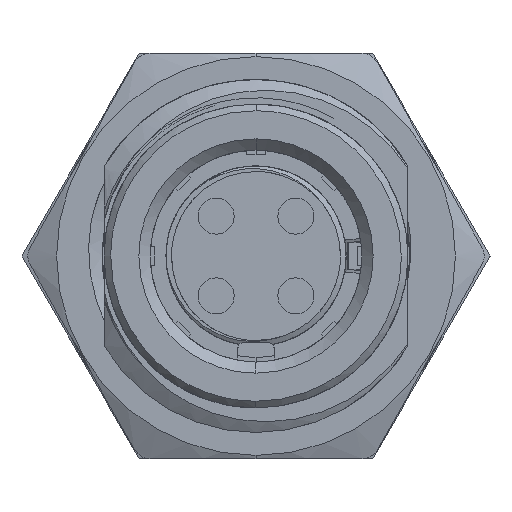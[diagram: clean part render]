
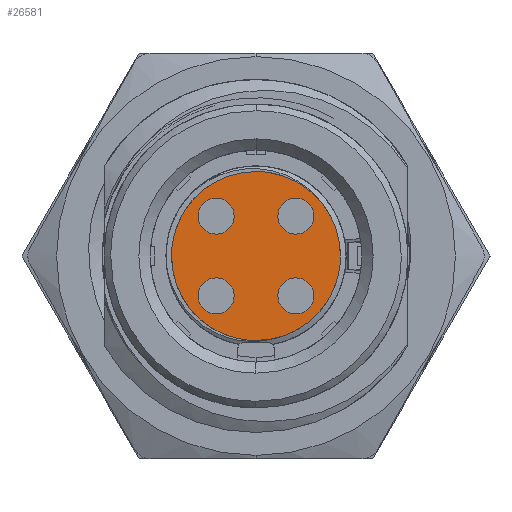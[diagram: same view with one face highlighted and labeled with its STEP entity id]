
A CAD part, left-side view. The second image highlights one B-rep face of the part: STEP entity #26581.
In plain terms, the highlighted planar face has unit normal (-1, 0, 0).
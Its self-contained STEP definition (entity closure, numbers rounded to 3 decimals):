
#483 = CARTESIAN_POINT ( 'NONE',  ( 4.6, -2.999, 2.304 ) ) ;
#881 = CARTESIAN_POINT ( 'NONE',  ( 4.6, -0.981, 3.653 ) ) ;
#909 = EDGE_LOOP ( 'NONE', ( #23762, #15661, #5083, #11232 ) ) ;
#1452 = CARTESIAN_POINT ( 'NONE',  ( 4.6, -3.75, 0.492 ) ) ;
#2001 = EDGE_CURVE ( 'NONE', #16906, #10232, #12014, .T. ) ;
#3042 = CARTESIAN_POINT ( 'NONE',  ( 4.6, 0., -3.75 ) ) ;
#4025 = PLANE ( 'NONE',  #10117 ) ;
#5049 = VERTEX_POINT ( 'NONE', #24871 ) ;
#5061 = CARTESIAN_POINT ( 'NONE',  ( 4.6, 0.492, 3.75 ) ) ;
#5083 = ORIENTED_EDGE ( 'NONE', *, *, #23230, .T. ) ;
#5928 = CARTESIAN_POINT ( 'NONE',  ( 4.6, 1.889, -3.276 ) ) ;
#6105 = DIRECTION ( 'NONE',  ( 1., 0., 0. ) ) ;
#6193 = CARTESIAN_POINT ( 'NONE',  ( 4.6, -3.75, 0. ) ) ;
#7077 = CARTESIAN_POINT ( 'NONE',  ( 4.6, -3.75, 0. ) ) ;
#7150 = CARTESIAN_POINT ( 'NONE',  ( 4.6, 3.75, 0.492 ) ) ;
#7511 = CARTESIAN_POINT ( 'NONE',  ( 4.6, -3.75, 0. ) ) ;
#8048 = CARTESIAN_POINT ( 'NONE',  ( 4.6, 0.493, -3.75 ) ) ;
#8471 = VERTEX_POINT ( 'NONE', #23725 ) ;
#9006 = CARTESIAN_POINT ( 'NONE',  ( 4.6, 3.276, 1.889 ) ) ;
#9933 = CARTESIAN_POINT ( 'NONE',  ( 4.6, -0.493, 3.75 ) ) ;
#10117 = AXIS2_PLACEMENT_3D ( 'NONE', #18605, #6105, #14602 ) ;
#10232 = VERTEX_POINT ( 'NONE', #21876 ) ;
#10464 = FACE_OUTER_BOUND ( 'NONE', #909, .T. ) ;
#11045 = CARTESIAN_POINT ( 'NONE',  ( 4.6, 2.304, 2.999 ) ) ;
#11232 = ORIENTED_EDGE ( 'NONE', *, *, #2001, .T. ) ;
#11660 = CARTESIAN_POINT ( 'NONE',  ( 4.6, -0.981, -3.653 ) ) ;
#12014 = B_SPLINE_CURVE_WITH_KNOTS ( 'NONE', 3,
 ( #6193, #1452, #14093, #24572, #483, #23863, #24039, #881, #9933, #15635 ),
 .UNSPECIFIED., .F., .F.,
 ( 4, 2, 2, 2, 4 ),
 ( 0.5, 0.625, 0.75, 0.875, 1. ),
 .UNSPECIFIED. ) ;
#13201 = CARTESIAN_POINT ( 'NONE',  ( 4.6, 3.653, 0.981 ) ) ;
#13563 = CARTESIAN_POINT ( 'NONE',  ( 4.6, -3.276, -1.889 ) ) ;
#13659 = CARTESIAN_POINT ( 'NONE',  ( 4.6, -2.304, -2.999 ) ) ;
#13747 = CARTESIAN_POINT ( 'NONE',  ( 4.6, -3.75, -0.492 ) ) ;
#14093 = CARTESIAN_POINT ( 'NONE',  ( 4.6, -3.653, 0.981 ) ) ;
#14250 = CARTESIAN_POINT ( 'NONE',  ( 4.6, 2.999, -2.304 ) ) ;
#14343 = CARTESIAN_POINT ( 'NONE',  ( 4.6, 0., -3.75 ) ) ;
#14602 = DIRECTION ( 'NONE',  ( 0., 0., -1. ) ) ;
#14771 = EDGE_CURVE ( 'NONE', #8471, #5049, #26865, .T. ) ;
#15635 = CARTESIAN_POINT ( 'NONE',  ( 4.6, 0., 3.75 ) ) ;
#15641 = CARTESIAN_POINT ( 'NONE',  ( 4.6, -2.999, -2.304 ) ) ;
#15661 = ORIENTED_EDGE ( 'NONE', *, *, #14771, .T. ) ;
#15729 = CARTESIAN_POINT ( 'NONE',  ( 4.6, -3.653, -0.981 ) ) ;
#16343 = CARTESIAN_POINT ( 'NONE',  ( 4.6, 2.304, -2.999 ) ) ;
#16430 = CARTESIAN_POINT ( 'NONE',  ( 4.6, 3.653, -0.981 ) ) ;
#16906 = VERTEX_POINT ( 'NONE', #7077 ) ;
#18605 = CARTESIAN_POINT ( 'NONE',  ( 4.6, -3.904, 3.9 ) ) ;
#19138 = EDGE_CURVE ( 'NONE', #10232, #8471, #20995, .T. ) ;
#19632 = CARTESIAN_POINT ( 'NONE',  ( 4.6, 2.999, 2.304 ) ) ;
#20521 = CARTESIAN_POINT ( 'NONE',  ( 4.6, 0.981, -3.653 ) ) ;
#20989 = B_SPLINE_CURVE_WITH_KNOTS ( 'NONE', 3,
 ( #3042, #21915, #11660, #22017, #13659, #15641, #13563, #15729, #13747, #7511 ),
 .UNSPECIFIED., .F., .F.,
 ( 4, 2, 2, 2, 4 ),
 ( 0., 0.125, 0.25, 0.375, 0.5 ),
 .UNSPECIFIED. ) ;
#20995 = B_SPLINE_CURVE_WITH_KNOTS ( 'NONE', 3,
 ( #23777, #5061, #21475, #25784, #11045, #19632, #9006, #13201, #7150, #21733 ),
 .UNSPECIFIED., .F., .F.,
 ( 4, 2, 2, 2, 4 ),
 ( 0., 0.125, 0.25, 0.375, 0.5 ),
 .UNSPECIFIED. ) ;
#21475 = CARTESIAN_POINT ( 'NONE',  ( 4.6, 0.981, 3.653 ) ) ;
#21733 = CARTESIAN_POINT ( 'NONE',  ( 4.6, 3.75, 0. ) ) ;
#21876 = CARTESIAN_POINT ( 'NONE',  ( 4.6, 0., 3.75 ) ) ;
#21915 = CARTESIAN_POINT ( 'NONE',  ( 4.6, -0.492, -3.75 ) ) ;
#22017 = CARTESIAN_POINT ( 'NONE',  ( 4.6, -1.889, -3.276 ) ) ;
#22449 = CARTESIAN_POINT ( 'NONE',  ( 4.6, 3.75, 0. ) ) ;
#22546 = CARTESIAN_POINT ( 'NONE',  ( 4.6, 3.75, -0.492 ) ) ;
#23230 = EDGE_CURVE ( 'NONE', #5049, #16906, #20989, .T. ) ;
#23725 = CARTESIAN_POINT ( 'NONE',  ( 4.6, 3.75, 0. ) ) ;
#23762 = ORIENTED_EDGE ( 'NONE', *, *, #19138, .T. ) ;
#23777 = CARTESIAN_POINT ( 'NONE',  ( 4.6, 0., 3.75 ) ) ;
#23863 = CARTESIAN_POINT ( 'NONE',  ( 4.6, -2.304, 2.999 ) ) ;
#24039 = CARTESIAN_POINT ( 'NONE',  ( 4.6, -1.889, 3.276 ) ) ;
#24572 = CARTESIAN_POINT ( 'NONE',  ( 4.6, -3.276, 1.889 ) ) ;
#24871 = CARTESIAN_POINT ( 'NONE',  ( 4.6, 0., -3.75 ) ) ;
#25784 = CARTESIAN_POINT ( 'NONE',  ( 4.6, 1.889, 3.276 ) ) ;
#26581 = ADVANCED_FACE ( 'NONE', ( #10464 ), #4025, .F. ) ;
#26753 = CARTESIAN_POINT ( 'NONE',  ( 4.6, 3.276, -1.889 ) ) ;
#26865 = B_SPLINE_CURVE_WITH_KNOTS ( 'NONE', 3,
 ( #22449, #22546, #16430, #26753, #14250, #16343, #5928, #20521, #8048, #14343 ),
 .UNSPECIFIED., .F., .F.,
 ( 4, 2, 2, 2, 4 ),
 ( 0.5, 0.625, 0.75, 0.875, 1. ),
 .UNSPECIFIED. ) ;
